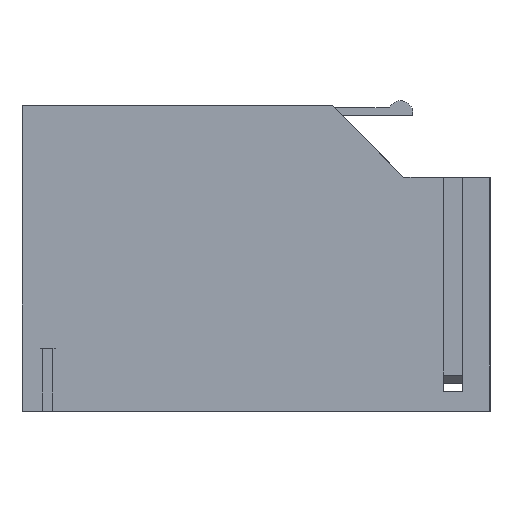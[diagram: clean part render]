
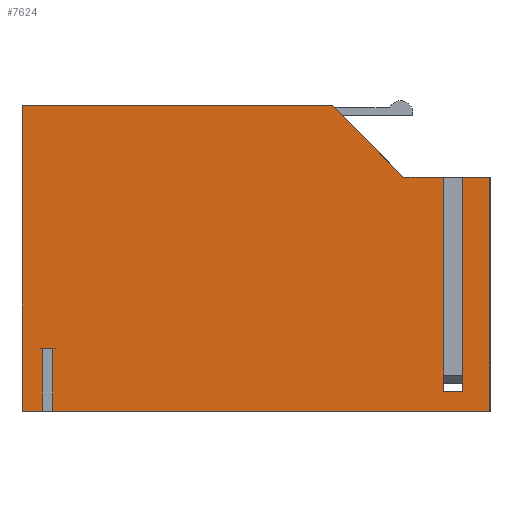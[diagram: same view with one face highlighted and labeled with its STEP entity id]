
A CAD part, left-side view. The second image highlights one B-rep face of the part: STEP entity #7624.
In plain terms, the highlighted planar face has unit normal (-1, 0, 0).
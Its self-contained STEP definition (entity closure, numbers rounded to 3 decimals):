
#5238=DIRECTION('',(0.,0.,-1.));
#5239=VECTOR('',#5238,60.5);
#5240=CARTESIAN_POINT('',(-65.,50.,67.2));
#5241=LINE('',#5240,#5239);
#5672=DIRECTION('',(0.,-1.,0.));
#5673=VECTOR('',#5672,2.588);
#5674=CARTESIAN_POINT('',(-65.,165.594,22.9));
#5675=LINE('',#5674,#5673);
#5679=DIRECTION('',(0.,0.,1.));
#5680=VECTOR('',#5679,16.2);
#5681=CARTESIAN_POINT('',(-65.,165.594,6.7));
#5682=LINE('',#5681,#5680);
#5686=DIRECTION('',(0.,-1.,0.));
#5687=VECTOR('',#5686,5.406);
#5688=CARTESIAN_POINT('',(-65.,171.,6.7));
#5689=LINE('',#5688,#5687);
#5693=DIRECTION('',(0.,0.,-1.));
#5694=VECTOR('',#5693,79.);
#5695=CARTESIAN_POINT('',(-65.,171.,85.7));
#5696=LINE('',#5695,#5694);
#5700=DIRECTION('',(0.,1.,0.));
#5701=VECTOR('',#5700,80.234);
#5702=CARTESIAN_POINT('',(-65.,90.766,85.7));
#5703=LINE('',#5702,#5701);
#5707=DIRECTION('',(0.,0.707,0.707));
#5708=VECTOR('',#5707,26.163);
#5709=CARTESIAN_POINT('',(-65.,72.266,67.2));
#5710=LINE('',#5709,#5708);
#5714=DIRECTION('',(0.,1.,0.));
#5715=VECTOR('',#5714,10.266);
#5716=CARTESIAN_POINT('',(-65.,62.,67.2));
#5717=LINE('',#5716,#5715);
#5721=DIRECTION('',(0.,0.,1.));
#5722=VECTOR('',#5721,55.3);
#5723=CARTESIAN_POINT('',(-65.,62.,11.9));
#5724=LINE('',#5723,#5722);
#5728=DIRECTION('',(0.,1.,0.));
#5729=VECTOR('',#5728,5.);
#5730=CARTESIAN_POINT('',(-65.,57.,11.9));
#5731=LINE('',#5730,#5729);
#5735=DIRECTION('',(0.,0.,-1.));
#5736=VECTOR('',#5735,55.3);
#5737=CARTESIAN_POINT('',(-65.,57.,67.2));
#5738=LINE('',#5737,#5736);
#5742=DIRECTION('',(0.,1.,0.));
#5743=VECTOR('',#5742,7.);
#5744=CARTESIAN_POINT('',(-65.,50.,67.2));
#5745=LINE('',#5744,#5743);
#5749=DIRECTION('',(0.,-1.,0.));
#5750=VECTOR('',#5749,113.006);
#5751=CARTESIAN_POINT('',(-65.,163.006,6.7));
#5752=LINE('',#5751,#5750);
#5756=DIRECTION('',(0.,0.,-1.));
#5757=VECTOR('',#5756,16.2);
#5758=CARTESIAN_POINT('',(-65.,163.006,22.9));
#5759=LINE('',#5758,#5757);
#6387=CARTESIAN_POINT('',(-65.,50.,67.2));
#6388=VERTEX_POINT('',#6387);
#6411=CARTESIAN_POINT('',(-65.,171.,85.7));
#6412=VERTEX_POINT('',#6411);
#6421=CARTESIAN_POINT('',(-65.,50.,6.7));
#6422=VERTEX_POINT('',#6421);
#6429=CARTESIAN_POINT('',(-65.,72.266,67.2));
#6431=VERTEX_POINT('',#6429);
#6449=CARTESIAN_POINT('',(-65.,171.,6.7));
#6450=VERTEX_POINT('',#6449);
#6457=CARTESIAN_POINT('',(-65.,57.,67.2));
#6458=VERTEX_POINT('',#6457);
#6460=CARTESIAN_POINT('',(-65.,62.,67.2));
#6462=VERTEX_POINT('',#6460);
#6473=CARTESIAN_POINT('',(-65.,90.766,85.7));
#6474=VERTEX_POINT('',#6473);
#6503=CARTESIAN_POINT('',(-65.,163.006,6.7));
#6504=VERTEX_POINT('',#6503);
#6505=CARTESIAN_POINT('',(-65.,165.594,22.9));
#6506=CARTESIAN_POINT('',(-65.,163.006,22.9));
#6507=VERTEX_POINT('',#6505);
#6508=VERTEX_POINT('',#6506);
#6535=CARTESIAN_POINT('',(-65.,165.594,6.7));
#6536=VERTEX_POINT('',#6535);
#6541=CARTESIAN_POINT('',(-65.,57.,11.9));
#6542=VERTEX_POINT('',#6541);
#6543=CARTESIAN_POINT('',(-65.,62.,11.9));
#6544=VERTEX_POINT('',#6543);
#7592=CARTESIAN_POINT('',(-65.,55.,67.2));
#7593=DIRECTION('',(-1.,0.,0.));
#7594=DIRECTION('',(0.,0.,1.));
#7595=AXIS2_PLACEMENT_3D('',#7592,#7593,#7594);
#7596=PLANE('',#7595);
#7598=ORIENTED_EDGE('',*,*,#7597,.F.);
#7600=ORIENTED_EDGE('',*,*,#7599,.F.);
#7601=ORIENTED_EDGE('',*,*,#7578,.F.);
#7602=ORIENTED_EDGE('',*,*,#6796,.F.);
#7604=ORIENTED_EDGE('',*,*,#7603,.F.);
#7606=ORIENTED_EDGE('',*,*,#7605,.F.);
#7608=ORIENTED_EDGE('',*,*,#7607,.F.);
#7610=ORIENTED_EDGE('',*,*,#7609,.F.);
#7612=ORIENTED_EDGE('',*,*,#7611,.F.);
#7614=ORIENTED_EDGE('',*,*,#7613,.F.);
#7616=ORIENTED_EDGE('',*,*,#7615,.F.);
#7617=ORIENTED_EDGE('',*,*,#7210,.T.);
#7619=ORIENTED_EDGE('',*,*,#7618,.F.);
#7621=ORIENTED_EDGE('',*,*,#7620,.F.);
#7622=EDGE_LOOP('',(#7598,#7600,#7601,#7602,#7604,#7606,#7608,#7610,#7612,#7614,
#7616,#7617,#7619,#7621));
#7623=FACE_OUTER_BOUND('',#7622,.F.);
#6796=EDGE_CURVE('',#6412,#6450,#5696,.T.);
#7210=EDGE_CURVE('',#6388,#6422,#5241,.T.);
#7578=EDGE_CURVE('',#6450,#6536,#5689,.T.);
#7597=EDGE_CURVE('',#6507,#6508,#5675,.T.);
#7599=EDGE_CURVE('',#6536,#6507,#5682,.T.);
#7603=EDGE_CURVE('',#6474,#6412,#5703,.T.);
#7605=EDGE_CURVE('',#6431,#6474,#5710,.T.);
#7607=EDGE_CURVE('',#6462,#6431,#5717,.T.);
#7609=EDGE_CURVE('',#6544,#6462,#5724,.T.);
#7611=EDGE_CURVE('',#6542,#6544,#5731,.T.);
#7613=EDGE_CURVE('',#6458,#6542,#5738,.T.);
#7615=EDGE_CURVE('',#6388,#6458,#5745,.T.);
#7618=EDGE_CURVE('',#6504,#6422,#5752,.T.);
#7620=EDGE_CURVE('',#6508,#6504,#5759,.T.);
#7624=ADVANCED_FACE('',(#7623),#7596,.T.);
